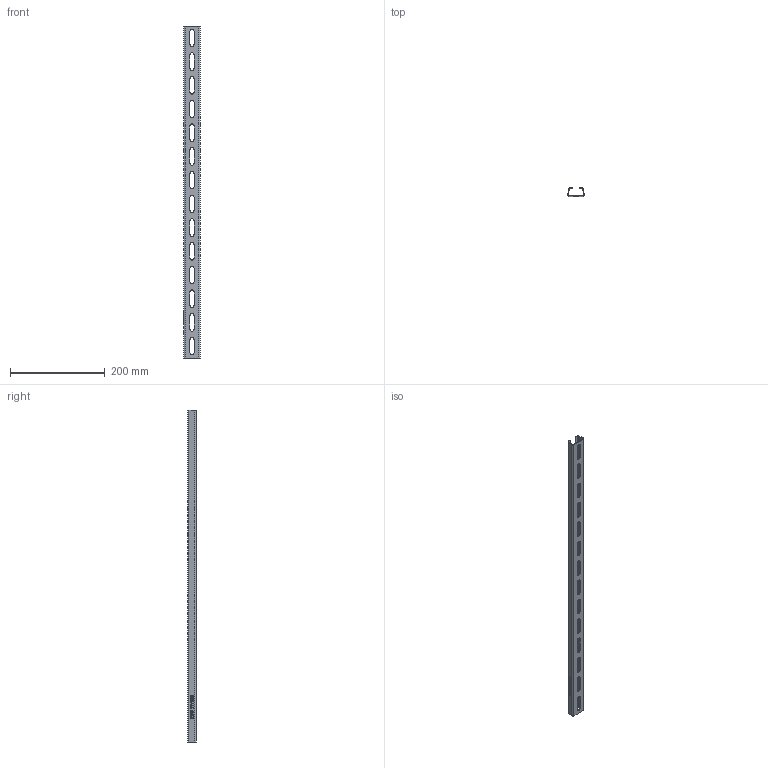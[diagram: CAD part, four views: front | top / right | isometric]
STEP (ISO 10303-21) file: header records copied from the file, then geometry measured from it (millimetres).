
FILE_DESCRIPTION (( 'STEP AP214' ), '1' );
FILE_NAME ('1119681_KSTP1.stp', '2018-07-27T09:56:51', ( '' ), ( '' ), 'SwSTEP 2.0', 'SolidWorks 2016', '' );
FILE_SCHEMA (( 'AUTOMOTIVE_DESIGN' ));
Length unit declared in the file: millimetre
Products named in the file (1): 1119681_KSTP1
Bounding box: 34.97 x 18 x 700 mm (x, y, z)
Volume: 73578.1 mm3; surface area: 102328.7 mm2
Topology: 1 solids, 1 shells, 242 faces, 631 edges, 410 vertices
Faces by surface type: plane 139, cylinder 54, bspline 49
Entity records: 9766 total; most frequent: CARTESIAN_POINT 3988, ORIENTED_EDGE 1262, DIRECTION 1029, EDGE_CURVE 631, VECTOR 425, LINE 425, VERTEX_POINT 410, AXIS2_PLACEMENT_3D 302
